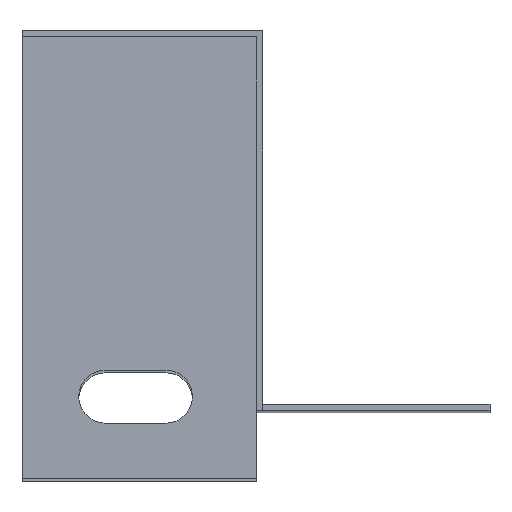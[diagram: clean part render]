
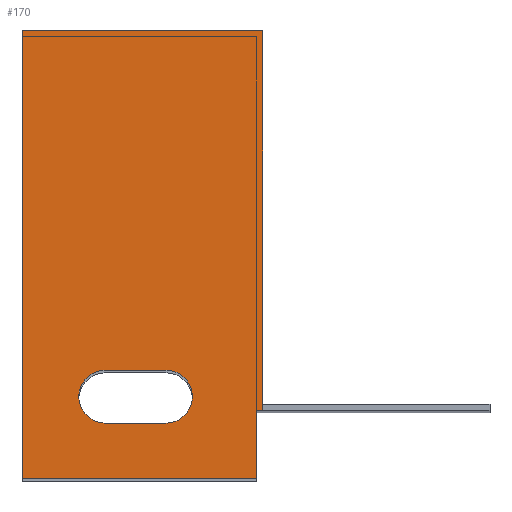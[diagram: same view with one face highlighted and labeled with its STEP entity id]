
A CAD part, top view. The second image highlights one B-rep face of the part: STEP entity #170.
In plain terms, the highlighted planar face has unit normal (0, 0, 1).
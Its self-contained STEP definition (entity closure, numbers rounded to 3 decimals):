
#7 = CARTESIAN_POINT ( 'NONE',  ( 1473.5, -47.5, 199.8 ) ) ;
#24 = EDGE_CURVE ( 'NONE', #462, #180, #367, .T. ) ;
#31 = VERTEX_POINT ( 'NONE', #582 ) ;
#35 = AXIS2_PLACEMENT_3D ( 'NONE', #659, #349, #815 ) ;
#37 = DIRECTION ( 'NONE',  ( 0., 1., 0. ) ) ;
#43 = LINE ( 'NONE', #493, #250 ) ;
#46 = DIRECTION ( 'NONE',  ( -1., 0., 0. ) ) ;
#57 = LINE ( 'NONE', #572, #663 ) ;
#58 = EDGE_CURVE ( 'NONE', #853, #411, #782, .T. ) ;
#61 = DIRECTION ( 'NONE',  ( 1., 0., 0. ) ) ;
#68 = CARTESIAN_POINT ( 'NONE',  ( 1481.5, -51., 199.8 ) ) ;
#71 = LINE ( 'NONE', #120, #416 ) ;
#73 = CARTESIAN_POINT ( 'NONE',  ( 1493.5, -49.3, 199.8 ) ) ;
#75 = DIRECTION ( 'NONE',  ( 1., 0., 0. ) ) ;
#88 = DIRECTION ( 'NONE',  ( 1., 0., 0. ) ) ;
#117 = ORIENTED_EDGE ( 'NONE', *, *, #58, .F. ) ;
#120 = CARTESIAN_POINT ( 'NONE',  ( 1494.3, -1.5, 199.8 ) ) ;
#121 = VERTEX_POINT ( 'NONE', #136 ) ;
#122 = ORIENTED_EDGE ( 'NONE', *, *, #704, .F. ) ;
#126 = EDGE_CURVE ( 'NONE', #269, #462, #533, .T. ) ;
#136 = CARTESIAN_POINT ( 'NONE',  ( 1494.3, -48.5, 199.8 ) ) ;
#140 = DIRECTION ( 'NONE',  ( 0., 1., 0. ) ) ;
#141 = FACE_OUTER_BOUND ( 'NONE', #402, .T. ) ;
#148 = VERTEX_POINT ( 'NONE', #73 ) ;
#154 = LINE ( 'NONE', #714, #552 ) ;
#170 = ADVANCED_FACE ( 'NONE', ( #141, #672 ), #286, .T. ) ;
#176 = CARTESIAN_POINT ( 'NONE',  ( 1462.5, -58.3, 199.8 ) ) ;
#180 = VERTEX_POINT ( 'NONE', #746 ) ;
#188 = EDGE_CURVE ( 'NONE', #698, #691, #478, .T. ) ;
#189 = ORIENTED_EDGE ( 'NONE', *, *, #249, .T. ) ;
#194 = DIRECTION ( 'NONE',  ( 0., -1., 0. ) ) ;
#196 = EDGE_CURVE ( 'NONE', #31, #180, #660, .T. ) ;
#215 = VECTOR ( 'NONE', #284, 1000. ) ;
#218 = CARTESIAN_POINT ( 'NONE',  ( 1493.5, 0.8, 199.8 ) ) ;
#234 = ORIENTED_EDGE ( 'NONE', *, *, #126, .F. ) ;
#249 = EDGE_CURVE ( 'NONE', #148, #508, #43, .T. ) ;
#250 = VECTOR ( 'NONE', #88, 1000. ) ;
#262 = CARTESIAN_POINT ( 'NONE',  ( 1462.5, -1., 199.8 ) ) ;
#269 = VERTEX_POINT ( 'NONE', #678 ) ;
#273 = DIRECTION ( 'NONE',  ( 0., 0., 1. ) ) ;
#284 = DIRECTION ( 'NONE',  ( -1., 0., 0. ) ) ;
#286 = PLANE ( 'NONE',  #35 ) ;
#295 = VECTOR ( 'NONE', #46, 1000. ) ;
#312 = ORIENTED_EDGE ( 'NONE', *, *, #196, .T. ) ;
#318 = ORIENTED_EDGE ( 'NONE', *, *, #472, .T. ) ;
#349 = DIRECTION ( 'NONE',  ( 0., 0., 1. ) ) ;
#367 = LINE ( 'NONE', #262, #448 ) ;
#383 = ORIENTED_EDGE ( 'NONE', *, *, #669, .F. ) ;
#391 = CARTESIAN_POINT ( 'NONE',  ( 1481.5, -44., 199.8 ) ) ;
#399 = VECTOR ( 'NONE', #61, 1000. ) ;
#402 = EDGE_LOOP ( 'NONE', ( #623, #122, #312, #794, #234, #318, #189 ) ) ;
#411 = VERTEX_POINT ( 'NONE', #771 ) ;
#416 = VECTOR ( 'NONE', #194, 1000. ) ;
#430 = AXIS2_PLACEMENT_3D ( 'NONE', #7, #480, #75 ) ;
#433 = ORIENTED_EDGE ( 'NONE', *, *, #775, .F. ) ;
#445 = CARTESIAN_POINT ( 'NONE',  ( 1494.3, -49.3, 199.8 ) ) ;
#448 = VECTOR ( 'NONE', #140, 1000. ) ;
#453 = VECTOR ( 'NONE', #667, 1000. ) ;
#462 = VERTEX_POINT ( 'NONE', #176 ) ;
#472 = EDGE_CURVE ( 'NONE', #269, #148, #57, .T. ) ;
#478 = CIRCLE ( 'NONE', #430, 3.5 ) ;
#480 = DIRECTION ( 'NONE',  ( 0., 0., 1. ) ) ;
#483 = LINE ( 'NONE', #391, #295 ) ;
#493 = CARTESIAN_POINT ( 'NONE',  ( 1494.3, -49.3, 199.8 ) ) ;
#508 = VERTEX_POINT ( 'NONE', #445 ) ;
#518 = CARTESIAN_POINT ( 'NONE',  ( 1473.5, -44., 199.8 ) ) ;
#531 = CARTESIAN_POINT ( 'NONE',  ( 1492.5, -58.3, 199.8 ) ) ;
#533 = LINE ( 'NONE', #531, #215 ) ;
#552 = VECTOR ( 'NONE', #701, 1000. ) ;
#572 = CARTESIAN_POINT ( 'NONE',  ( 1493.5, -58.3, 199.8 ) ) ;
#582 = CARTESIAN_POINT ( 'NONE',  ( 1494.3, 0.8, 199.8 ) ) ;
#588 = CARTESIAN_POINT ( 'NONE',  ( 1473.5, -51., 199.8 ) ) ;
#598 = LINE ( 'NONE', #588, #399 ) ;
#609 = EDGE_CURVE ( 'NONE', #508, #121, #154, .T. ) ;
#623 = ORIENTED_EDGE ( 'NONE', *, *, #609, .T. ) ;
#647 = CARTESIAN_POINT ( 'NONE',  ( 1481.5, -47.5, 199.8 ) ) ;
#659 = CARTESIAN_POINT ( 'NONE',  ( 1492.5, -1., 199.8 ) ) ;
#660 = LINE ( 'NONE', #218, #453 ) ;
#663 = VECTOR ( 'NONE', #37, 1000. ) ;
#667 = DIRECTION ( 'NONE',  ( -1., 0., 0. ) ) ;
#669 = EDGE_CURVE ( 'NONE', #411, #698, #483, .T. ) ;
#670 = ORIENTED_EDGE ( 'NONE', *, *, #188, .F. ) ;
#672 = FACE_BOUND ( 'NONE', #855, .T. ) ;
#678 = CARTESIAN_POINT ( 'NONE',  ( 1493.5, -58.3, 199.8 ) ) ;
#691 = VERTEX_POINT ( 'NONE', #790 ) ;
#698 = VERTEX_POINT ( 'NONE', #518 ) ;
#701 = DIRECTION ( 'NONE',  ( 0., 1., 0. ) ) ;
#704 = EDGE_CURVE ( 'NONE', #31, #121, #71, .T. ) ;
#714 = CARTESIAN_POINT ( 'NONE',  ( 1494.3, -49.3, 199.8 ) ) ;
#727 = DIRECTION ( 'NONE',  ( 1., 0., 0. ) ) ;
#746 = CARTESIAN_POINT ( 'NONE',  ( 1462.5, 0.8, 199.8 ) ) ;
#771 = CARTESIAN_POINT ( 'NONE',  ( 1481.5, -44., 199.8 ) ) ;
#775 = EDGE_CURVE ( 'NONE', #691, #853, #598, .T. ) ;
#782 = CIRCLE ( 'NONE', #808, 3.5 ) ;
#790 = CARTESIAN_POINT ( 'NONE',  ( 1473.5, -51., 199.8 ) ) ;
#794 = ORIENTED_EDGE ( 'NONE', *, *, #24, .F. ) ;
#808 = AXIS2_PLACEMENT_3D ( 'NONE', #647, #273, #727 ) ;
#815 = DIRECTION ( 'NONE',  ( 0., -1., 0. ) ) ;
#853 = VERTEX_POINT ( 'NONE', #68 ) ;
#855 = EDGE_LOOP ( 'NONE', ( #670, #383, #117, #433 ) ) ;
